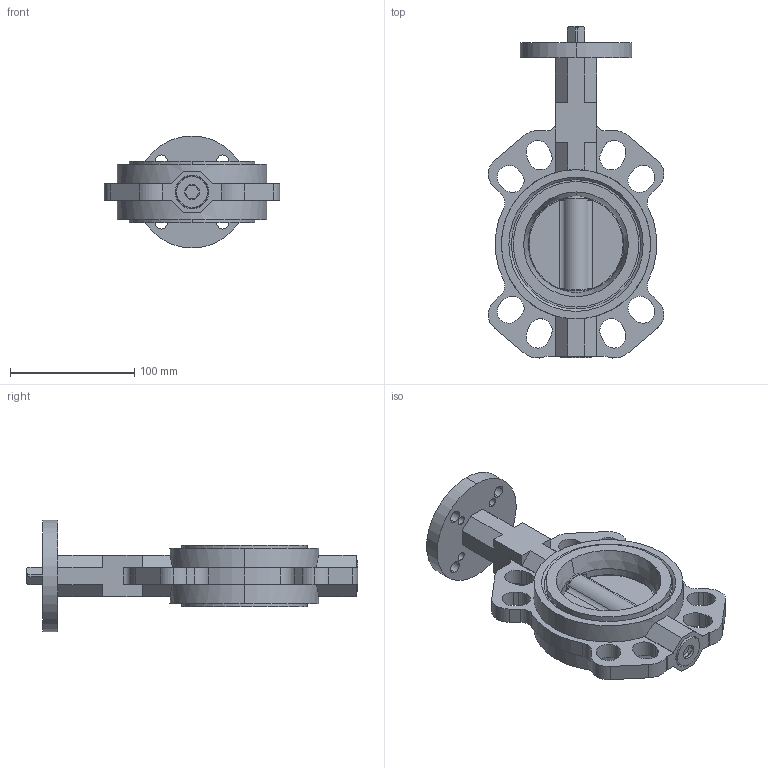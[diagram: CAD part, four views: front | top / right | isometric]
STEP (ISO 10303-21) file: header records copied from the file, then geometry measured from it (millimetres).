
FILE_DESCRIPTION (( 'STEP AP203' ), '1' );
FILE_NAME ('DN80蚾饜极.STEP', '2024-08-22T06:36:52', ( '' ), ( '' ), 'SwSTEP 2.0', 'SolidWorks 2018', '' );
FILE_SCHEMA (( 'CONFIG_CONTROL_DESIGN' ));
Length unit declared in the file: millimetre
Products named in the file (11): DN80内六角螺塞; circlips for shaft--type a large gb_GB_CONNECTING_PIECE_RING_RRA 14; DN80蚾饜极; DN80概釱; DN80概粣; circlips for holes--type a gb_GB_CONNECTING_PIECE_RING_RRH 25; YH550-D80-01AZW(2)-00; DN80密封垫片26X20X1.5; DN80狟粣杶; DN80概啣; DN80菜え
Assembly tree (10 placements, depth 2):
  DN80蚾饜极
    YH550-D80-01AZW(2)-00
    DN80概啣
    DN80概粣
    DN80概釱
    DN80密封垫片26X20X1.5
    DN80狟粣杶
    circlips for shaft--type a large gb_GB_CONNECTING_PIECE_RING_RRA 14
    DN80菜え
    circlips for holes--type a gb_GB_CONNECTING_PIECE_RING_RRH 25
    DN80内六角螺塞
Bounding box: 141.12 x 266.86 x 90 mm (x, y, z)
Volume: 595244.2 mm3; surface area: 161148.9 mm2
Topology: 10 solids, 10 shells, 543 faces, 1451 edges, 935 vertices
Faces by surface type: cylinder 243, plane 209, bspline 41, cone 32, torus 18
Entity records: 21704 total; most frequent: CARTESIAN_POINT 7045, ORIENTED_EDGE 2886, DIRECTION 2818, EDGE_CURVE 1443, AXIS2_PLACEMENT_3D 1083, VERTEX_POINT 935, LINE 652, VECTOR 652
